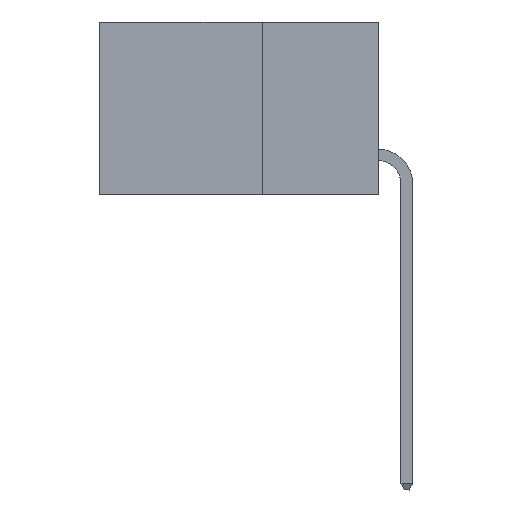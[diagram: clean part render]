
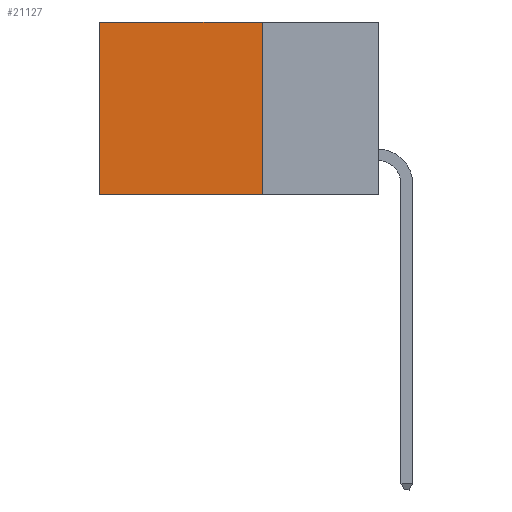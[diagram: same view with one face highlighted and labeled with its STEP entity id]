
A CAD part, left-side view. The second image highlights one B-rep face of the part: STEP entity #21127.
In plain terms, the highlighted planar face has unit normal (-1, 0, 0).
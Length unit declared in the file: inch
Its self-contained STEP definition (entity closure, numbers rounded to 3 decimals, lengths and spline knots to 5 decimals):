
#3 = CARTESIAN_POINT ( 'NONE',  ( 0.298, 0.25, -0.37 ) ) ;
#3160 = EDGE_CURVE ( 'NONE', #4208, #3650, #19987, .T. ) ;
#3650 = VERTEX_POINT ( 'NONE', #7406 ) ;
#3741 = CARTESIAN_POINT ( 'NONE',  ( 0.298, 0.25, 0. ) ) ;
#4208 = VERTEX_POINT ( 'NONE', #23300 ) ;
#5303 = EDGE_CURVE ( 'NONE', #13189, #3650, #24388, .T. ) ;
#5860 = CARTESIAN_POINT ( 'NONE',  ( 0.298, 0.25, 0. ) ) ;
#7041 = VECTOR ( 'NONE', #7787, 39.37008 ) ;
#7406 = CARTESIAN_POINT ( 'NONE',  ( 0.298, 0.6, -0.37 ) ) ;
#7787 = DIRECTION ( 'NONE',  ( 0., 0., -1. ) ) ;
#8777 = CARTESIAN_POINT ( 'NONE',  ( 0.298, 0.25, 0. ) ) ;
#9157 = ORIENTED_EDGE ( 'NONE', *, *, #5303, .F. ) ;
#9377 = VECTOR ( 'NONE', #17311, 39.37008 ) ;
#10763 = DIRECTION ( 'NONE',  ( 0., 0., -1. ) ) ;
#11426 = CARTESIAN_POINT ( 'NONE',  ( 0.298, 0.25, 0. ) ) ;
#13189 = VERTEX_POINT ( 'NONE', #3 ) ;
#13290 = ORIENTED_EDGE ( 'NONE', *, *, #18724, .F. ) ;
#13486 = VECTOR ( 'NONE', #23622, 39.37008 ) ;
#13956 = CARTESIAN_POINT ( 'NONE',  ( 0.298, 0.6, 0. ) ) ;
#15740 = DIRECTION ( 'NONE',  ( 0., 0., -1. ) ) ;
#16399 = AXIS2_PLACEMENT_3D ( 'NONE', #8777, #22382, #10763 ) ;
#17311 = DIRECTION ( 'NONE',  ( 0., 1., 0. ) ) ;
#17441 = LINE ( 'NONE', #5860, #7041 ) ;
#17766 = ORIENTED_EDGE ( 'NONE', *, *, #24425, .T. ) ;
#18216 = ORIENTED_EDGE ( 'NONE', *, *, #3160, .T. ) ;
#18493 = PLANE ( 'NONE',  #16399 ) ;
#18724 = EDGE_CURVE ( 'NONE', #19827, #13189, #17441, .T. ) ;
#19758 = CARTESIAN_POINT ( 'NONE',  ( 0.298, 0.25, -0.37 ) ) ;
#19827 = VERTEX_POINT ( 'NONE', #3741 ) ;
#19987 = LINE ( 'NONE', #13956, #20612 ) ;
#20612 = VECTOR ( 'NONE', #15740, 39.37008 ) ;
#21127 = ADVANCED_FACE ( 'NONE', ( #23491 ), #18493, .F. ) ;
#22382 = DIRECTION ( 'NONE',  ( 1., 0., 0. ) ) ;
#22476 = EDGE_LOOP ( 'NONE', ( #18216, #9157, #13290, #17766 ) ) ;
#23300 = CARTESIAN_POINT ( 'NONE',  ( 0.298, 0.6, 0. ) ) ;
#23491 = FACE_OUTER_BOUND ( 'NONE', #22476, .T. ) ;
#23622 = DIRECTION ( 'NONE',  ( 0., 1., 0. ) ) ;
#24388 = LINE ( 'NONE', #19758, #13486 ) ;
#24425 = EDGE_CURVE ( 'NONE', #19827, #4208, #24843, .T. ) ;
#24843 = LINE ( 'NONE', #11426, #9377 ) ;
